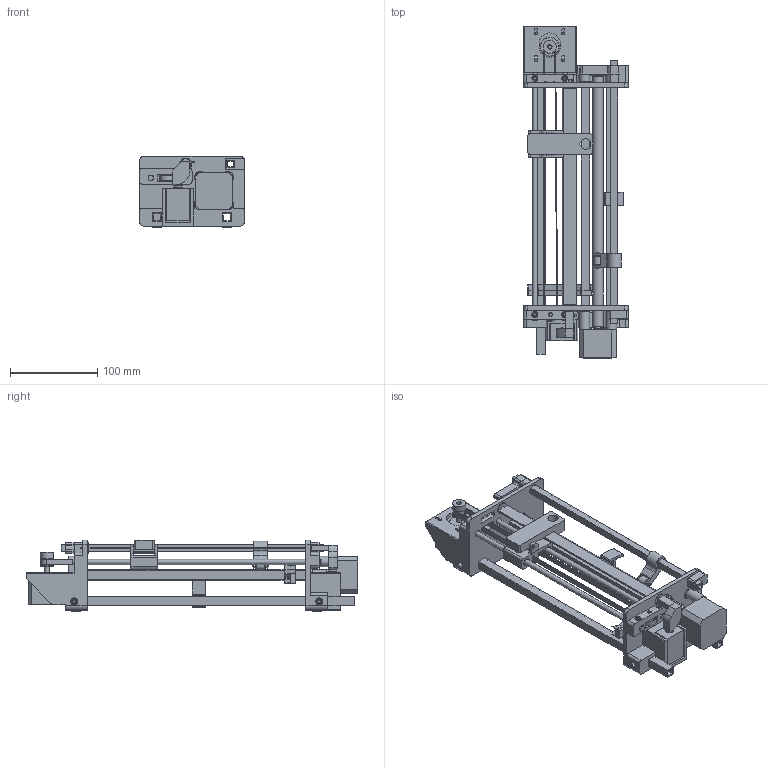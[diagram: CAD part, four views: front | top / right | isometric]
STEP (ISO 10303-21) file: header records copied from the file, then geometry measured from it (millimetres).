
FILE_DESCRIPTION(('FreeCAD Model'),'2;1');
FILE_NAME('Assembly reference.step', '2017-11-04T14:24:58',('Author'),(''), 'Open CASCADE STEP processor 6.8','FreeCAD','Unknown');
FILE_SCHEMA(('AUTOMOTIVE_DESIGN_CC2 { 1 2 10303 214 -1 1 5 4 }'));
Length unit declared in the file: millimetre
Products named in the file (2): ASSEMBLY; Fusion026
Assembly tree (1 placements, depth 2):
  ASSEMBLY
    Fusion026
Bounding box: 120 x 379.5 x 82 mm (x, y, z)
Volume: 551753.7 mm3; surface area: 268359.5 mm2
Topology: 19 solids, 20 shells, 899 faces, 2279 edges, 1475 vertices
Faces by surface type: plane 593, cylinder 261, cone 45
Full cylindrical faces by diameter (mm): 1.6 x2, 2.4 x1, 2.6 x2, 2.8 x2, 3 x17, 3.2 x12, 3.6 x4, 3.8 x4, 4 x4, 4.4 x2, 5 x6, 5.2 x1, 6 x6, 6.9 x1, 7 x4, 7.2 x2, 8 x2, 10 x3, 11.6 x2, 12 x14, 13 x3, 13.2 x1, 13.4 x2, 14 x2, 15 x2, 22 x2
Entity records: 65090 total; most frequent: CARTESIAN_POINT 12788, DIRECTION 8649, LINE 5388, VECTOR 5388, ORIENTED_EDGE 4552, PCURVE 4550, DEFINITIONAL_REPRESENTATION 4550, EDGE_CURVE 2275
